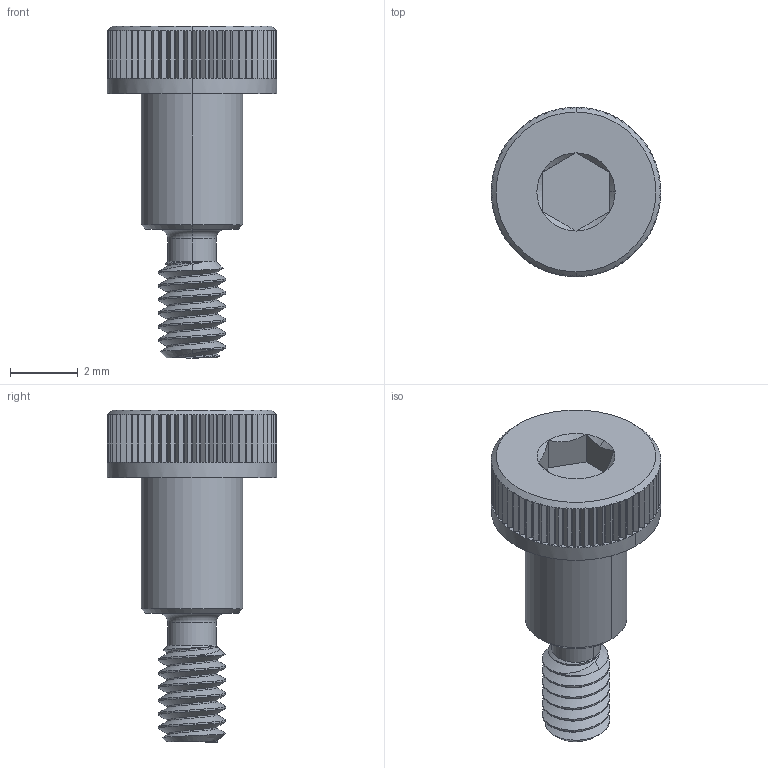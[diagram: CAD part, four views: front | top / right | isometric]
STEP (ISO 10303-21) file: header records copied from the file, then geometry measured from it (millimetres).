
FILE_DESCRIPTION (( 'STEP AP203' ), '1' );
FILE_NAME ('90265A111.step', '2013-11-21T20:11:24', ( 'Admin' ), ( 'Microsoft' ), 'SwSTEP 2.0', 'SolidWorks 2012', '' );
FILE_SCHEMA (( 'CONFIG_CONTROL_DESIGN' ));
Length unit declared in the file: millimetre
Products named in the file (1): 90265A111
Bounding box: 5 x 5 x 9.8 mm (x, y, z)
Volume: 70.6 mm3; surface area: 153.6 mm2
Topology: 1 solids, 1 shells, 351 faces, 779 edges, 433 vertices
Faces by surface type: plane 251, cylinder 78, cone 17, bspline 3, torus 2
Entity records: 10563 total; most frequent: CARTESIAN_POINT 2768, DIRECTION 1703, ORIENTED_EDGE 1558, EDGE_CURVE 779, AXIS2_PLACEMENT_3D 622, VECTOR 459, LINE 459, VERTEX_POINT 433
